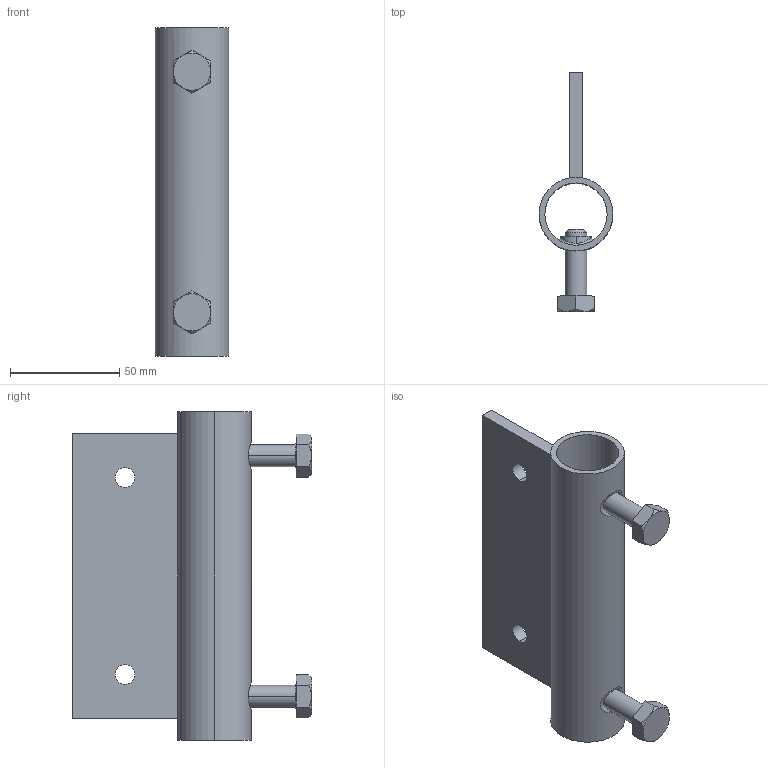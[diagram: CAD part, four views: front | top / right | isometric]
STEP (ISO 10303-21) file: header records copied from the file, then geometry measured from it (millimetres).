
FILE_DESCRIPTION (( 'STEP AP203' ), '1' );
FILE_NAME ('10-02-1897.STEP', '2013-05-06T06:29:37', ( 'asennus' ), ( '' ), 'SwSTEP 2.0', 'SolidWorks 2013', '' );
FILE_SCHEMA (( 'CONFIG_CONTROL_DESIGN' ));
Length unit declared in the file: millimetre
Products named in the file (1): 10-02-1897
Bounding box: 33.7 x 109.25 x 150 mm (x, y, z)
Volume: 83365.2 mm3; surface area: 48427 mm2
Topology: 4 solids, 4 shells, 78 faces, 176 edges, 112 vertices
Faces by surface type: plane 30, cylinder 24, cone 16, bspline 8
Entity records: 4135 total; most frequent: CARTESIAN_POINT 2363, ORIENTED_EDGE 352, DIRECTION 334, EDGE_CURVE 176, AXIS2_PLACEMENT_3D 135, VERTEX_POINT 112, EDGE_LOOP 94, ADVANCED_FACE 78
